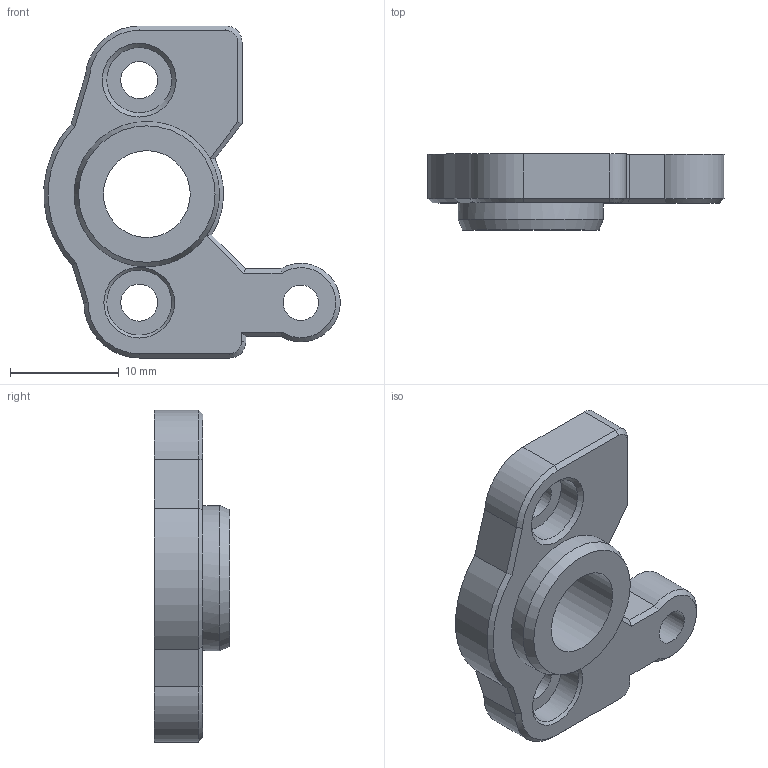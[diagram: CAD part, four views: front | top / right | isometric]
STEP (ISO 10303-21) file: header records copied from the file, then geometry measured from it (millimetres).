
FILE_DESCRIPTION(/* description */ ('STEP AP242','CAx-IF Rec.Pracs.---Representation and Presentation of Product Manufacturing Information (PMI)---4.0---2014-10-13','CAx-IF Rec.Pracs.---3D Tessellated Geometry---0.4---2014-09-14','2;1'),/* implementation_level */ '2;1');
FILE_NAME(/* name */ '6335a6af9236824bc2ee4e5e',/* time_stamp */ '2022-09-29T14:07:44+00:00',/* author */ (''),/* organization */ (''),/* preprocessor_version */ 'ST-DEVELOPER v18.102',/* originating_system */ ' ',/* authorisation */ ' ');
FILE_SCHEMA (('AP242_MANAGED_MODEL_BASED_3D_ENGINEERING_MIM_LF { 1 0 10303 442 1 1 4 }'));
Length unit declared in the file: metre
Products named in the file (1): Main Body -Top
Bounding box: 27.28 x 7 x 30.59 mm (x, y, z)
Volume: 2058.4 mm3; surface area: 1750.1 mm2
Topology: 1 solids, 1 shells, 52 faces, 123 edges, 75 vertices
Faces by surface type: plane 25, cylinder 14, cone 12, bspline 1
Full cylindrical faces by diameter (mm): 3.25 x1, 3.4 x2, 6 x1, 8 x1, 13.38 x1
Entity records: 1484 total; most frequent: CARTESIAN_POINT 276, DIRECTION 260, ORIENTED_EDGE 220, EDGE_CURVE 110, AXIS2_PLACEMENT_3D 101, VERTEX_POINT 73, EDGE_LOOP 73, FACE_BOUND 73
